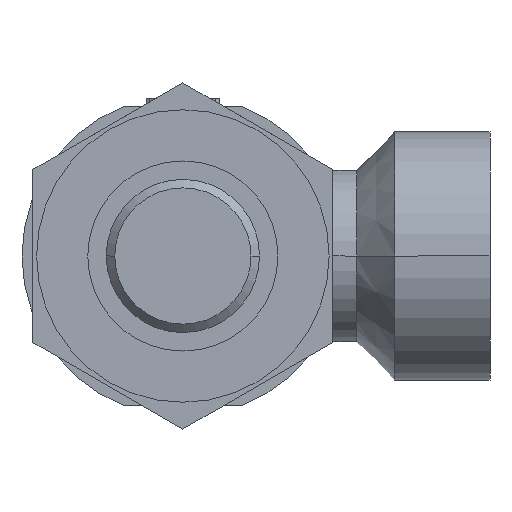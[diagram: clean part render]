
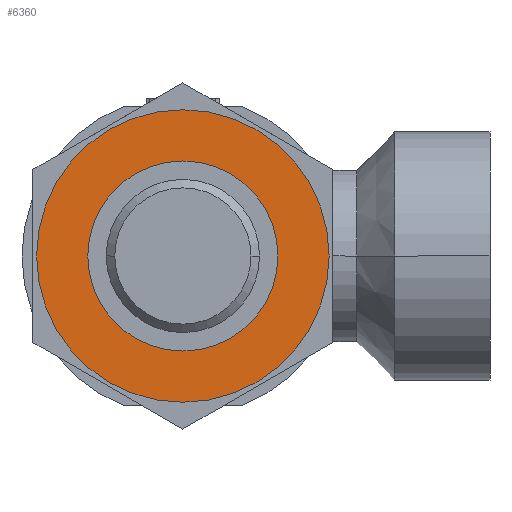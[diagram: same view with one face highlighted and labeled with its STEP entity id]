
A CAD part, front view. The second image highlights one B-rep face of the part: STEP entity #6360.
In plain terms, the highlighted planar face has unit normal (0, -1, 0).
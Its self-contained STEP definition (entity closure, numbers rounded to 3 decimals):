
#610=CARTESIAN_POINT('',(-20.,3.,0.));
#620=VERTEX_POINT('',#610);
#650=CARTESIAN_POINT('',(0.,3.,0.));
#660=DIRECTION('',(0.,1.,0.));
#670=DIRECTION('',(1.,0.,0.));
#680=AXIS2_PLACEMENT_3D('',#650,#660,#670);
#690=CIRCLE('',#680,20.);
#700=CARTESIAN_POINT('',(20.,3.,0.));
#710=VERTEX_POINT('',#700);
#720=EDGE_CURVE('',#710,#620,#690,.T.);
#1080=CARTESIAN_POINT('',(-13.,3.,0.));
#1090=VERTEX_POINT('',#1080);
#1270=CARTESIAN_POINT('',(13.,3.,0.));
#1280=VERTEX_POINT('',#1270);
#1310=CARTESIAN_POINT('',(0.,3.,0.));
#1320=DIRECTION('',(0.,1.,0.));
#1330=DIRECTION('',(1.,0.,0.));
#1340=AXIS2_PLACEMENT_3D('',#1310,#1320,#1330);
#1350=CIRCLE('',#1340,13.);
#1360=EDGE_CURVE('',#1280,#1090,#1350,.T.);
#6210=CARTESIAN_POINT('',(16.5,3.,0.));
#6220=DIRECTION('',(0.,-1.,0.));
#6230=DIRECTION('',(-1.,0.,0.));
#6240=AXIS2_PLACEMENT_3D('',#6210,#6220,#6230);
#6250=PLANE('',#6240);
#6260=ORIENTED_EDGE('',*,*,#720,.F.);
#6270=EDGE_CURVE('',#620,#710,#690,.T.);
#6280=ORIENTED_EDGE('',*,*,#6270,.F.);
#6290=EDGE_LOOP('',(#6280,#6260));
#6300=FACE_OUTER_BOUND('',#6290,.T.);
#6310=EDGE_CURVE('',#1090,#1280,#1350,.T.);
#6320=ORIENTED_EDGE('',*,*,#6310,.T.);
#6330=ORIENTED_EDGE('',*,*,#1360,.T.);
#6340=EDGE_LOOP('',(#6330,#6320));
#6350=FACE_BOUND('',#6340,.T.);
#6360=ADVANCED_FACE('',(#6300,#6350),#6250,.T.);
